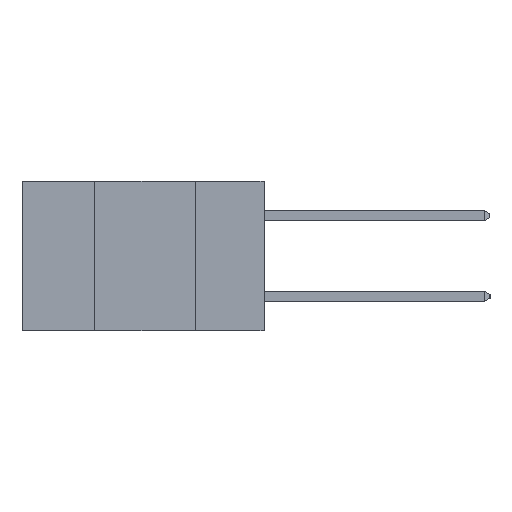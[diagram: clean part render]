
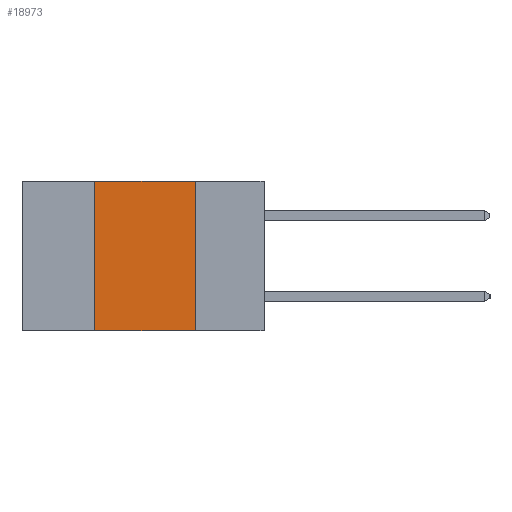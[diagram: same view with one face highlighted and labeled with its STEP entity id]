
A CAD part, left-side view. The second image highlights one B-rep face of the part: STEP entity #18973.
In plain terms, the highlighted planar face has unit normal (-1, 0, 0).
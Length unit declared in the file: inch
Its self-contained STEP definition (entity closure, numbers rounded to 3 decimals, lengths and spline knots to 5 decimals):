
#287 = ORIENTED_EDGE ( 'NONE', *, *, #4643, .T. ) ;
#1512 = CARTESIAN_POINT ( 'NONE',  ( 0., 0.42, 0. ) ) ;
#2404 = CARTESIAN_POINT ( 'NONE',  ( 0., 0.42, -0.37 ) ) ;
#4626 = CARTESIAN_POINT ( 'NONE',  ( 0., 0.6, 0. ) ) ;
#4643 = EDGE_CURVE ( 'NONE', #8459, #21871, #22163, .T. ) ;
#5465 = LINE ( 'NONE', #6028, #16372 ) ;
#5903 = LINE ( 'NONE', #2404, #15524 ) ;
#5954 = VECTOR ( 'NONE', #14293, 39.37008 ) ;
#6028 = CARTESIAN_POINT ( 'NONE',  ( 0., 0.6, 0. ) ) ;
#8138 = VERTEX_POINT ( 'NONE', #15283 ) ;
#8459 = VERTEX_POINT ( 'NONE', #18027 ) ;
#9315 = ORIENTED_EDGE ( 'NONE', *, *, #23861, .F. ) ;
#9752 = VERTEX_POINT ( 'NONE', #1512 ) ;
#10059 = FACE_OUTER_BOUND ( 'NONE', #14782, .T. ) ;
#10111 = DIRECTION ( 'NONE',  ( 0., -1., 0. ) ) ;
#12880 = DIRECTION ( 'NONE',  ( 0., 0., -1. ) ) ;
#13272 = EDGE_CURVE ( 'NONE', #9752, #8138, #5465, .T. ) ;
#14293 = DIRECTION ( 'NONE',  ( 0., 0., -1. ) ) ;
#14651 = CARTESIAN_POINT ( 'NONE',  ( 0., 0.17, -0.37 ) ) ;
#14782 = EDGE_LOOP ( 'NONE', ( #9315, #26058, #21395, #287 ) ) ;
#15283 = CARTESIAN_POINT ( 'NONE',  ( 0., 0.17, 0. ) ) ;
#15524 = VECTOR ( 'NONE', #22794, 39.37008 ) ;
#16372 = VECTOR ( 'NONE', #10111, 39.37008 ) ;
#16805 = VECTOR ( 'NONE', #25601, 39.37008 ) ;
#18027 = CARTESIAN_POINT ( 'NONE',  ( 0., 0.42, -0.37 ) ) ;
#18973 = ADVANCED_FACE ( 'NONE', ( #10059 ), #22958, .F. ) ;
#19588 = CARTESIAN_POINT ( 'NONE',  ( 0., 0.6, -0.37 ) ) ;
#20970 = LINE ( 'NONE', #26320, #5954 ) ;
#21395 = ORIENTED_EDGE ( 'NONE', *, *, #24719, .F. ) ;
#21871 = VERTEX_POINT ( 'NONE', #14651 ) ;
#22163 = LINE ( 'NONE', #19588, #16805 ) ;
#22794 = DIRECTION ( 'NONE',  ( 0., 0., 1. ) ) ;
#22958 = PLANE ( 'NONE',  #23728 ) ;
#23728 = AXIS2_PLACEMENT_3D ( 'NONE', #4626, #24967, #12880 ) ;
#23861 = EDGE_CURVE ( 'NONE', #8138, #21871, #20970, .T. ) ;
#24719 = EDGE_CURVE ( 'NONE', #8459, #9752, #5903, .T. ) ;
#24967 = DIRECTION ( 'NONE',  ( 1., 0., 0. ) ) ;
#25601 = DIRECTION ( 'NONE',  ( 0., -1., 0. ) ) ;
#26058 = ORIENTED_EDGE ( 'NONE', *, *, #13272, .F. ) ;
#26320 = CARTESIAN_POINT ( 'NONE',  ( 0., 0.17, -0.37 ) ) ;
